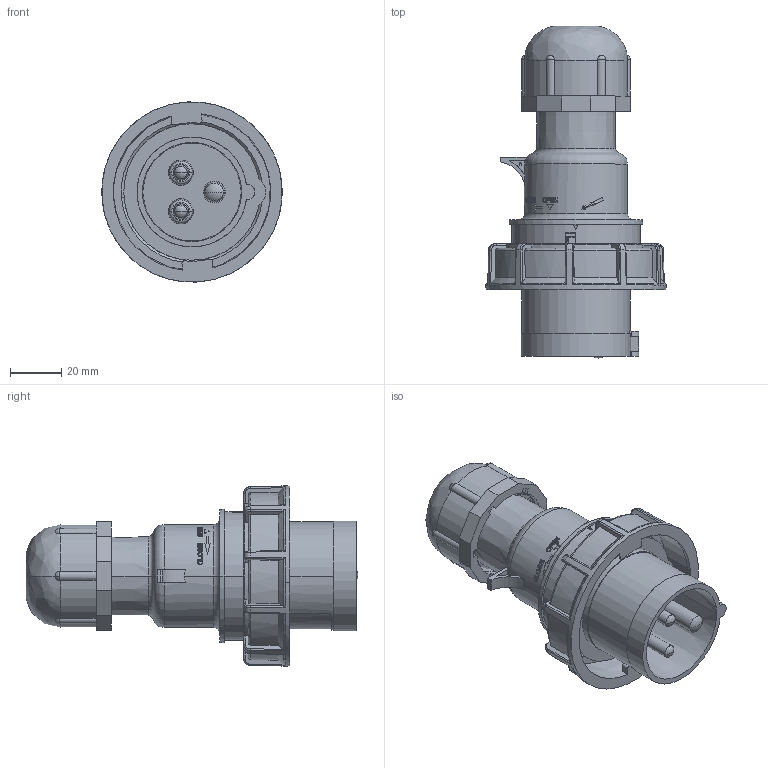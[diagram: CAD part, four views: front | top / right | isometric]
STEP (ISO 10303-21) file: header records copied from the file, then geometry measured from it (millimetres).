
FILE_DESCRIPTION((''),'2;1');
FILE_NAME('RS-0132','2023-05-10T10:39:51',('Administrator'),(''),'CREO PARAMETRIC BY PTC INC, 2021063','CREO PARAMETRIC BY PTC INC, 2021063','');
FILE_SCHEMA(('AUTOMOTIVE_DESIGN { 1 0 10303 214 1 1 1 1 }'));
Products named in the file (1): RS-0132
Bounding box: 70.62 x 130.1 x 70.59 mm (x, y, z)
Surface area: 82011.2 mm2 (no closed solid volume)
Topology: 0 solids, 13 shells, 1702 faces, 4604 edges, 2979 vertices
Faces by surface type: plane 792, bspline 352, cylinder 234, cone 234, torus 84, sphere 6
Entity records: 74444 total; most frequent: CARTESIAN_POINT 27033, ORIENTED_EDGE 9178, DIRECTION 7173, EDGE_CURVE 4589, VERTEX_POINT 2979, AXIS2_PLACEMENT_3D 2417, VECTOR 2339, LINE 2339
